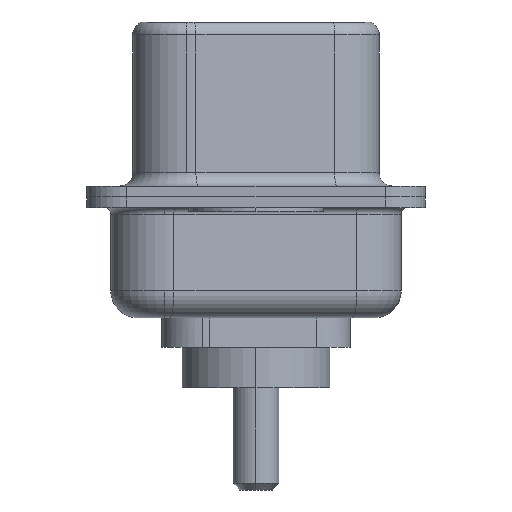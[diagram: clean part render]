
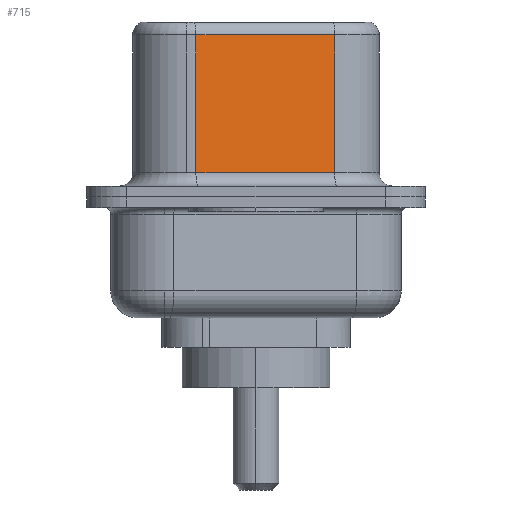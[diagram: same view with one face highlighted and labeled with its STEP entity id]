
A CAD part, left-side view. The second image highlights one B-rep face of the part: STEP entity #715.
In plain terms, the highlighted planar face has unit normal (-0.985, -0.174, 0).
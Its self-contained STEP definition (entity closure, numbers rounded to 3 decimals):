
#484 = CARTESIAN_POINT ( 'NONE',  ( 3.67, 2.233, 6.52 ) ) ;
#715 = ADVANCED_FACE ( 'NONE', ( #5509 ), #8782, .F. ) ;
#1709 = ORIENTED_EDGE ( 'NONE', *, *, #10027, .T. ) ;
#1817 = DIRECTION ( 'NONE',  ( 0., 0., -1. ) ) ;
#1976 = LINE ( 'NONE', #484, #4574 ) ;
#2433 = DIRECTION ( 'NONE',  ( 0., 0., -1. ) ) ;
#2567 = VERTEX_POINT ( 'NONE', #5220 ) ;
#3001 = CARTESIAN_POINT ( 'NONE',  ( 4.58, -2.927, 6.02 ) ) ;
#3629 = CARTESIAN_POINT ( 'NONE',  ( 4.58, -2.927, 6.52 ) ) ;
#3775 = VERTEX_POINT ( 'NONE', #9277 ) ;
#3845 = VECTOR ( 'NONE', #3934, 1000. ) ;
#3934 = DIRECTION ( 'NONE',  ( -0.174, 0.985, 0. ) ) ;
#4574 = VECTOR ( 'NONE', #2433, 1000. ) ;
#5054 = CARTESIAN_POINT ( 'NONE',  ( 4.58, -2.927, 0.9 ) ) ;
#5220 = CARTESIAN_POINT ( 'NONE',  ( 3.67, 2.233, 0.9 ) ) ;
#5255 = CARTESIAN_POINT ( 'NONE',  ( 4.58, -2.927, 6.52 ) ) ;
#5305 = EDGE_CURVE ( 'NONE', #6323, #3775, #6444, .T. ) ;
#5482 = AXIS2_PLACEMENT_3D ( 'NONE', #3629, #6961, #8124 ) ;
#5509 = FACE_OUTER_BOUND ( 'NONE', #7950, .T. ) ;
#6219 = ORIENTED_EDGE ( 'NONE', *, *, #5305, .T. ) ;
#6323 = VERTEX_POINT ( 'NONE', #9040 ) ;
#6444 = LINE ( 'NONE', #3001, #3845 ) ;
#6961 = DIRECTION ( 'NONE',  ( 0.985, 0.174, 0. ) ) ;
#7174 = LINE ( 'NONE', #10500, #12191 ) ;
#7950 = EDGE_LOOP ( 'NONE', ( #11013, #6219, #9257, #1709 ) ) ;
#8124 = DIRECTION ( 'NONE',  ( -0.174, 0.985, 0. ) ) ;
#8782 = PLANE ( 'NONE',  #5482 ) ;
#9040 = CARTESIAN_POINT ( 'NONE',  ( 4.58, -2.927, 6.02 ) ) ;
#9257 = ORIENTED_EDGE ( 'NONE', *, *, #12212, .T. ) ;
#9277 = CARTESIAN_POINT ( 'NONE',  ( 3.67, 2.233, 6.02 ) ) ;
#9442 = EDGE_CURVE ( 'NONE', #6323, #11412, #12324, .T. ) ;
#9811 = VECTOR ( 'NONE', #1817, 1000. ) ;
#10027 = EDGE_CURVE ( 'NONE', #2567, #11412, #7174, .T. ) ;
#10500 = CARTESIAN_POINT ( 'NONE',  ( 4.58, -2.927, 0.9 ) ) ;
#10525 = DIRECTION ( 'NONE',  ( 0.174, -0.985, 0. ) ) ;
#11013 = ORIENTED_EDGE ( 'NONE', *, *, #9442, .F. ) ;
#11412 = VERTEX_POINT ( 'NONE', #5054 ) ;
#12191 = VECTOR ( 'NONE', #10525, 1000. ) ;
#12212 = EDGE_CURVE ( 'NONE', #3775, #2567, #1976, .T. ) ;
#12324 = LINE ( 'NONE', #5255, #9811 ) ;
